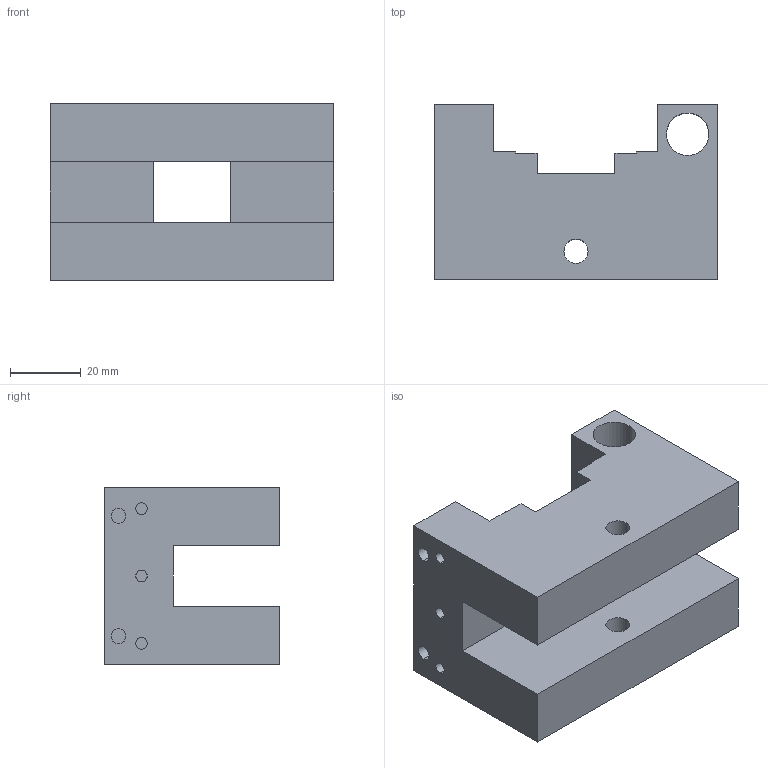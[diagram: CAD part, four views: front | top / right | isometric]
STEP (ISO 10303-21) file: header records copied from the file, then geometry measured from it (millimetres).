
FILE_DESCRIPTION (( 'STEP AP214' ), '1' );
FILE_NAME ('儕躇湖謂ん菁釱.STEP', '2021-08-26T15:52:41', ( '' ), ( '' ), 'SwSTEP 2.0', 'SolidWorks 2020', '' );
FILE_SCHEMA (( 'AUTOMOTIVE_DESIGN' ));
Length unit declared in the file: millimetre
Products named in the file (1): 儕躇湖謂ん菁釱
Bounding box: 80 x 49.5 x 50 mm (x, y, z)
Volume: 111316.2 mm3; surface area: 27606.2 mm2
Topology: 1 solids, 1 shells, 64 faces, 176 edges, 106 vertices
Faces by surface type: cylinder 28, plane 24, cone 12
Entity records: 2234 total; most frequent: DIRECTION 350, CARTESIAN_POINT 335, ORIENTED_EDGE 328, EDGE_CURVE 164, AXIS2_PLACEMENT_3D 121, VECTOR 108, LINE 108, VERTEX_POINT 106
